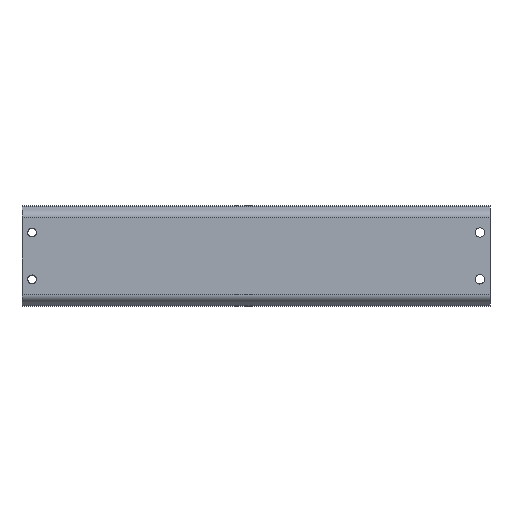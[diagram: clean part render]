
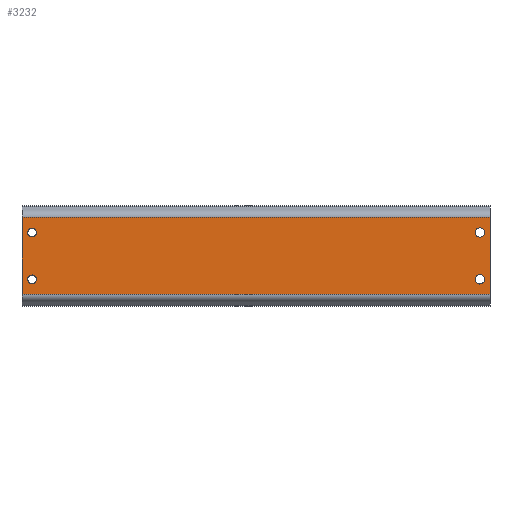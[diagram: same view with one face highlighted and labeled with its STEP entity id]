
A CAD part, top view. The second image highlights one B-rep face of the part: STEP entity #3232.
In plain terms, the highlighted planar face has unit normal (0, 0, 1).
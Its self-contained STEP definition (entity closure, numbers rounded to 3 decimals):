
#50=PLANE('',#3464);
#112=LINE('',#4982,#374);
#140=LINE('',#5065,#402);
#141=LINE('',#5068,#403);
#142=LINE('',#5069,#404);
#374=VECTOR('',#3880,350.);
#402=VECTOR('',#3962,350.);
#403=VECTOR('',#3967,57.558);
#404=VECTOR('',#3968,57.558);
#649=FACE_BOUND('',#903,.T.);
#650=FACE_BOUND('',#904,.T.);
#651=FACE_BOUND('',#905,.T.);
#652=FACE_BOUND('',#906,.T.);
#694=FACE_OUTER_BOUND('',#902,.T.);
#902=EDGE_LOOP('',(#2205,#2206,#2207,#2208));
#903=EDGE_LOOP('',(#2209));
#904=EDGE_LOOP('',(#2210));
#905=EDGE_LOOP('',(#2211));
#906=EDGE_LOOP('',(#2212));
#1103=CIRCLE('',#3418,3.3);
#1105=CIRCLE('',#3421,3.3);
#1109=CIRCLE('',#3427,3.5);
#1112=CIRCLE('',#3432,3.5);
#1327=VERTEX_POINT('',#4949);
#1329=VERTEX_POINT('',#4954);
#1333=VERTEX_POINT('',#4964);
#1336=VERTEX_POINT('',#4972);
#1337=VERTEX_POINT('',#4975);
#1340=VERTEX_POINT('',#4980);
#1367=VERTEX_POINT('',#5062);
#1368=VERTEX_POINT('',#5064);
#1643=EDGE_CURVE('',#1327,#1327,#1103,.T.);
#1645=EDGE_CURVE('',#1329,#1329,#1105,.T.);
#1649=EDGE_CURVE('',#1333,#1333,#1109,.T.);
#1652=EDGE_CURVE('',#1336,#1336,#1112,.T.);
#1656=EDGE_CURVE('',#1340,#1337,#112,.T.);
#1697=EDGE_CURVE('',#1368,#1367,#140,.T.);
#1699=EDGE_CURVE('',#1367,#1337,#141,.T.);
#1700=EDGE_CURVE('',#1368,#1340,#142,.T.);
#2205=ORIENTED_EDGE('',*,*,#1699,.T.);
#2206=ORIENTED_EDGE('',*,*,#1656,.F.);
#2207=ORIENTED_EDGE('',*,*,#1700,.F.);
#2208=ORIENTED_EDGE('',*,*,#1697,.T.);
#2209=ORIENTED_EDGE('',*,*,#1643,.T.);
#2210=ORIENTED_EDGE('',*,*,#1645,.T.);
#2211=ORIENTED_EDGE('',*,*,#1649,.T.);
#2212=ORIENTED_EDGE('',*,*,#1652,.T.);
#3232=ADVANCED_FACE('',(#694,#649,#650,#651,#652),#50,.F.);
#3418=AXIS2_PLACEMENT_3D('',#4950,#3843,#3844);
#3421=AXIS2_PLACEMENT_3D('',#4955,#3849,#3850);
#3427=AXIS2_PLACEMENT_3D('',#4965,#3861,#3862);
#3432=AXIS2_PLACEMENT_3D('',#4973,#3871,#3872);
#3464=AXIS2_PLACEMENT_3D('',#5067,#3965,#3966);
#3843=DIRECTION('center_axis',(0.,0.,-1.));
#3844=DIRECTION('ref_axis',(0.,1.,0.));
#3849=DIRECTION('center_axis',(0.,0.,-1.));
#3850=DIRECTION('ref_axis',(0.,1.,0.));
#3861=DIRECTION('center_axis',(0.,0.,-1.));
#3862=DIRECTION('ref_axis',(0.,1.,0.));
#3871=DIRECTION('center_axis',(0.,0.,-1.));
#3872=DIRECTION('ref_axis',(0.,1.,0.));
#3880=DIRECTION('',(-1.,0.,0.));
#3962=DIRECTION('',(-1.,0.,0.));
#3965=DIRECTION('center_axis',(0.,0.,-1.));
#3966=DIRECTION('ref_axis',(0.,1.,0.));
#3967=DIRECTION('',(0.,-1.,0.));
#3968=DIRECTION('',(0.,-1.,0.));
#4949=CARTESIAN_POINT('',(-167.5,20.8,0.));
#4950=CARTESIAN_POINT('Origin',(-167.5,17.5,0.));
#4954=CARTESIAN_POINT('',(-167.5,-14.2,0.));
#4955=CARTESIAN_POINT('Origin',(-167.5,-17.5,0.));
#4964=CARTESIAN_POINT('',(167.5,21.,0.));
#4965=CARTESIAN_POINT('Origin',(167.5,17.5,0.));
#4972=CARTESIAN_POINT('',(167.5,-14.,0.));
#4973=CARTESIAN_POINT('Origin',(167.5,-17.5,0.));
#4975=CARTESIAN_POINT('',(-175.,-28.779,0.));
#4980=CARTESIAN_POINT('',(175.,-28.779,0.));
#4982=CARTESIAN_POINT('',(175.,-28.779,0.));
#5062=CARTESIAN_POINT('',(-175.,28.779,0.));
#5064=CARTESIAN_POINT('',(175.,28.779,0.));
#5065=CARTESIAN_POINT('',(175.,28.779,0.));
#5067=CARTESIAN_POINT('Origin',(175.,28.779,0.));
#5068=CARTESIAN_POINT('',(-175.,28.779,0.));
#5069=CARTESIAN_POINT('',(175.,28.779,0.));
